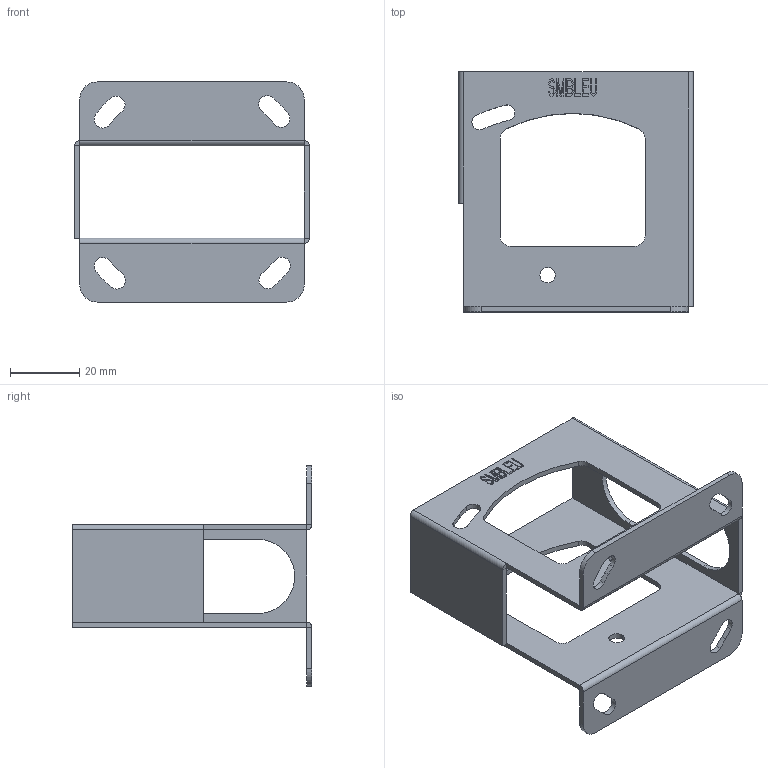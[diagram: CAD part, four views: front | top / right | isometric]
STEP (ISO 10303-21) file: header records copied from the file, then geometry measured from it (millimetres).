
FILE_DESCRIPTION((''),'2;1');
FILE_NAME('176147_ASM','2014-09-29T',('pdmadmin'),(''),'PRO/ENGINEER BY PARAMETRIC TECHNOLOGY CORPORATION, 2013230','PRO/ENGINEER BY PARAMETRIC TECHNOLOGY CORPORATION, 2013230','');
FILE_SCHEMA(('CONFIG_CONTROL_DESIGN'));
Length unit declared in the file: millimetre
Products named in the file (2): 173465; 176147_ASM
Assembly tree (1 placements, depth 2):
  176147_ASM
    173465
Bounding box: 68.04 x 69.52 x 63.79 mm (x, y, z)
Volume: 14857.2 mm3; surface area: 21576.3 mm2
Topology: 3 solids, 3 shells, 262 faces, 728 edges, 472 vertices
Faces by surface type: plane 201, cylinder 61
Entity records: 8405 total; most frequent: CARTESIAN_POINT 1465, ORIENTED_EDGE 1456, DIRECTION 1380, EDGE_CURVE 728, VECTOR 606, LINE 606, VERTEX_POINT 472, AXIS2_PLACEMENT_3D 387
